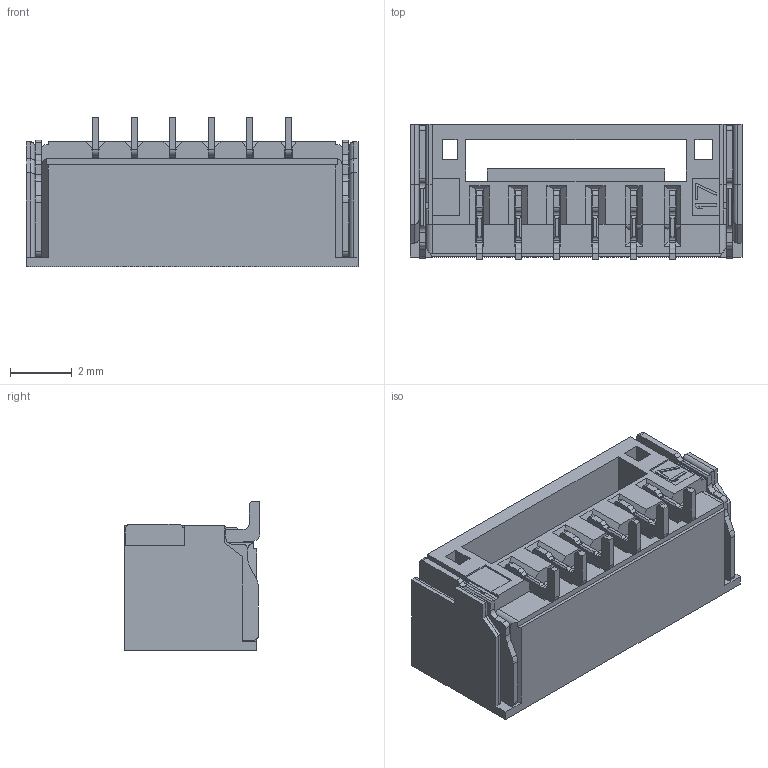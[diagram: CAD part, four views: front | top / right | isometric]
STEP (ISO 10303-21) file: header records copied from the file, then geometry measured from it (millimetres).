
FILE_DESCRIPTION (( 'STEP AP214' ), '1' );
FILE_NAME ('WF11-0N06T43N11.STEP', '2023-08-12T06:21:34', ( '' ), ( '' ), 'SwSTEP 2.0', 'SolidWorks 2023', '' );
FILE_SCHEMA (( 'AUTOMOTIVE_DESIGN' ));
Length unit declared in the file: millimetre
Products named in the file (1): WF11-0N06T43N11
Bounding box: 10.75 x 4.4 x 4.85 mm (x, y, z)
Volume: 102.7 mm3; surface area: 501.1 mm2
Topology: 1 solids, 1 shells, 703 faces, 2113 edges, 1362 vertices
Faces by surface type: plane 479, cylinder 224
Entity records: 26701 total; most frequent: CARTESIAN_POINT 4299, ORIENTED_EDGE 4226, DIRECTION 3889, EDGE_CURVE 2113, VECTOR 1665, LINE 1665, VERTEX_POINT 1362, AXIS2_PLACEMENT_3D 1112
